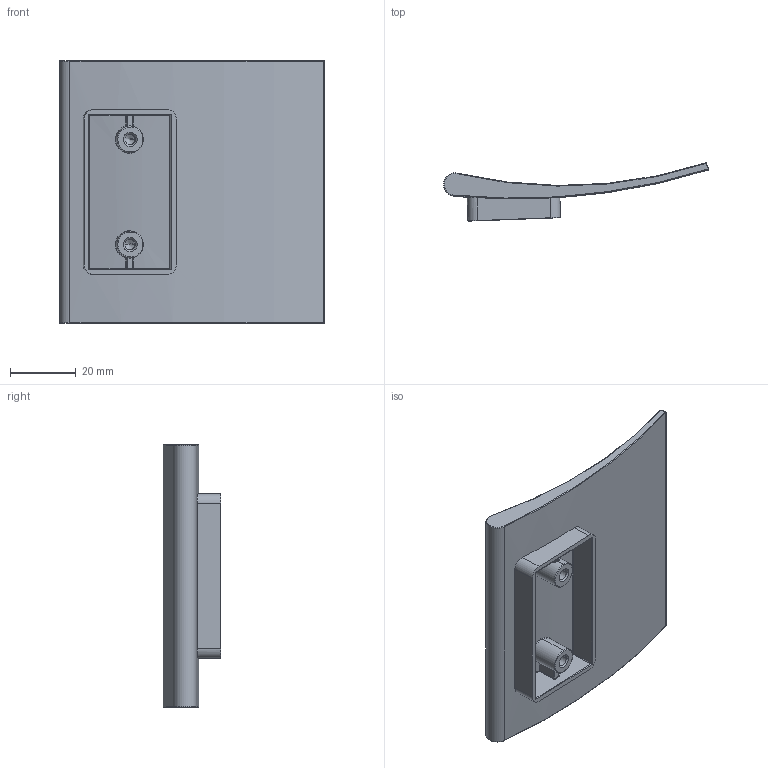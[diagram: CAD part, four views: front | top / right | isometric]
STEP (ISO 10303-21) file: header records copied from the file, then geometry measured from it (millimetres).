
FILE_DESCRIPTION(('Creo Elements/Direct Modeling STEP Export'),'2;1');
FILE_NAME('2063_80.stp','2017-10-03T 8:38:26',(''),(''),'Creo Elements/Direct Modeling STEP processor for AP214 (Solid Model)','Creo Elements/Direct Modeling 20.0 12-Nov-2016 (C) Parametric Technology GmbH','');
FILE_SCHEMA(('AUTOMOTIVE_DESIGN { 1 0 10303 214 1 1 1 1 }'));
Length unit declared in the file: millimetre
Products named in the file (1): T1
Bounding box: 80.62 x 17.64 x 80 mm (x, y, z)
Volume: 23011.3 mm3; surface area: 17094.3 mm2
Topology: 1 solids, 1 shells, 149 faces, 357 edges, 195 vertices
Faces by surface type: cylinder 52, bspline 34, plane 22, torus 20, sphere 13, cone 8
Entity records: 8537 total; most frequent: CARTESIAN_POINT 5558, ORIENTED_EDGE 672, DIRECTION 530, EDGE_CURVE 336, AXIS2_PLACEMENT_3D 215, VERTEX_POINT 195, EDGE_LOOP 155, FACE_OUTER_BOUND 149
